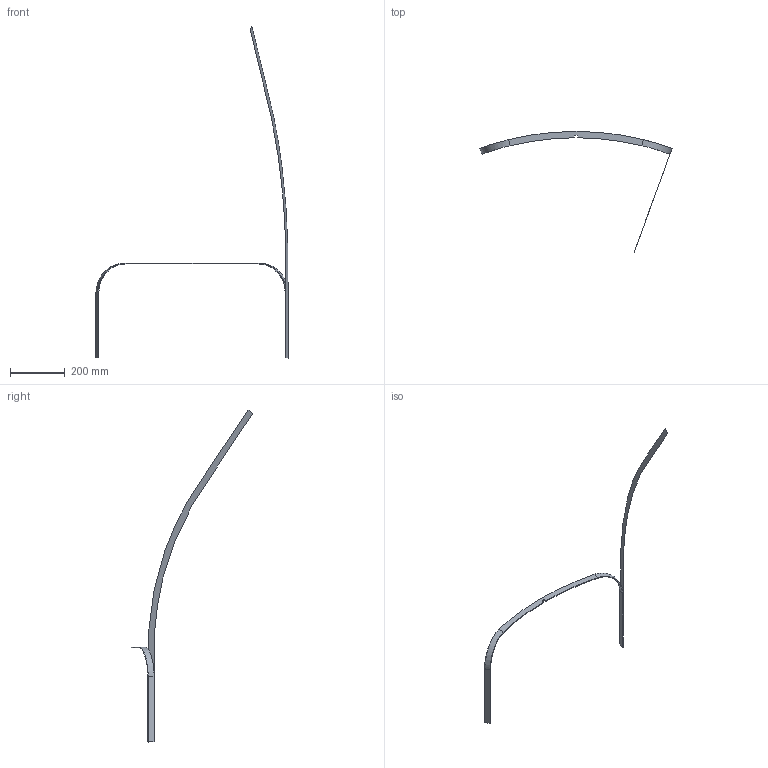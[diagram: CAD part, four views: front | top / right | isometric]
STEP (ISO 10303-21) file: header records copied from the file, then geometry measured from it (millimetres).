
FILE_DESCRIPTION (( 'STEP AP214' ), '1' );
FILE_NAME ('spc-110a-cu011-1_guide_joint_exterieur_gonflage.STEP', '2015-03-16T15:25:30', ( 'estindustrie' ), ( 'Hewlett-Packard Company' ), 'SwSTEP 2.0', 'SolidWorks 2015', '' );
FILE_SCHEMA (( 'AUTOMOTIVE_DESIGN' ));
Length unit declared in the file: millimetre
Products named in the file (1): spc-110a-cu011-1_guide_joint_exterieur_gonflage
Bounding box: 700.96 x 443.36 x 1211.4 mm (x, y, z)
Surface area: 96449.3 mm2 (no closed solid volume)
Topology: 0 solids, 2 shells, 32 faces, 83 edges, 54 vertices
Faces by surface type: plane 16, cylinder 8, bspline 8
Entity records: 11386 total; most frequent: CARTESIAN_POINT 10641, ORIENTED_EDGE 154, DIRECTION 117, EDGE_CURVE 83, VERTEX_POINT 54, AXIS2_PLACEMENT_3D 41, LINE 35, VECTOR 35
